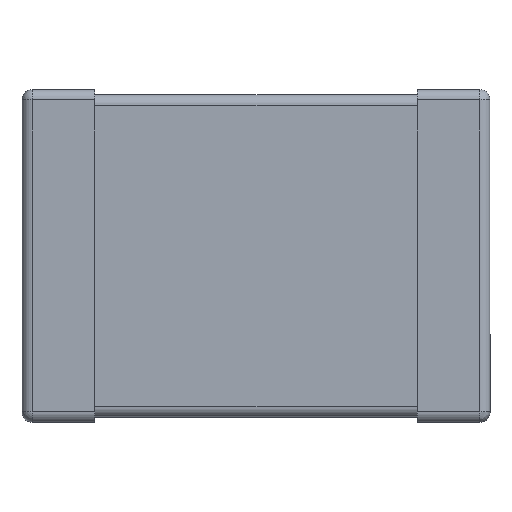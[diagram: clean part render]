
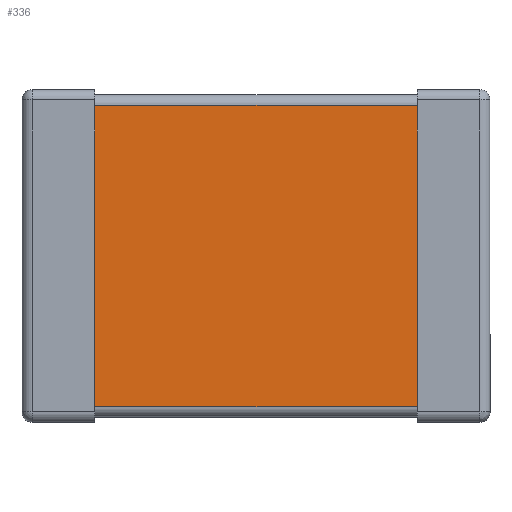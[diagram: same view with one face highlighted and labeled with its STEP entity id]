
A CAD part, top view. The second image highlights one B-rep face of the part: STEP entity #336.
In plain terms, the highlighted planar face has unit normal (0, 0, 1).
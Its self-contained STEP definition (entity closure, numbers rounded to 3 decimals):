
#121=CARTESIAN_POINT('',(-1.55,-1.45,1.05));
#122=VERTEX_POINT('',#121);
#130=CARTESIAN_POINT('',(-1.55,1.45,1.05));
#131=VERTEX_POINT('',#130);
#132=CARTESIAN_POINT('',(-1.55,-1.45,1.05));
#133=DIRECTION('',(0.0,1.0,0.0));
#134=VECTOR('',#133,2.9);
#135=LINE('',#132,#134);
#136=EDGE_CURVE('',#122,#131,#135,.T.);
#202=CARTESIAN_POINT('',(1.55,-1.45,1.05));
#203=VERTEX_POINT('',#202);
#211=CARTESIAN_POINT('',(1.55,-1.45,1.05));
#212=DIRECTION('',(-1.0,0.0,0.0));
#213=VECTOR('',#212,3.1);
#214=LINE('',#211,#213);
#215=EDGE_CURVE('',#203,#122,#214,.T.);
#283=CARTESIAN_POINT('',(1.55,1.45,1.05));
#284=VERTEX_POINT('',#283);
#294=CARTESIAN_POINT('',(-1.55,1.45,1.05));
#295=DIRECTION('',(1.0,0.0,0.0));
#296=VECTOR('',#295,3.1);
#297=LINE('',#294,#296);
#298=EDGE_CURVE('',#131,#284,#297,.T.);
#320=CARTESIAN_POINT('',(-1.55,-1.55,1.05));
#321=DIRECTION('',(0.0,0.0,1.0));
#322=DIRECTION('',(1.0,0.0,0.0));
#323=AXIS2_PLACEMENT_3D('',#320,#321,#322);
#324=PLANE('',#323);
#325=ORIENTED_EDGE('',*,*,#215,.F.);
#326=CARTESIAN_POINT('',(1.55,-1.45,1.05));
#327=DIRECTION('',(0.0,1.0,0.0));
#328=VECTOR('',#327,2.9);
#329=LINE('',#326,#328);
#330=EDGE_CURVE('',#203,#284,#329,.T.);
#331=ORIENTED_EDGE('',*,*,#330,.T.);
#332=ORIENTED_EDGE('',*,*,#298,.F.);
#333=ORIENTED_EDGE('',*,*,#136,.F.);
#334=EDGE_LOOP('',(#325,#331,#332,#333));
#335=FACE_OUTER_BOUND('',#334,.T.);
#336=ADVANCED_FACE('',(#335),#324,.T.);
